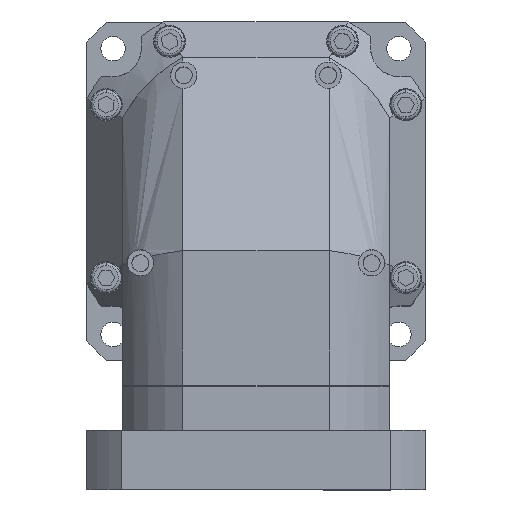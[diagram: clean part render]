
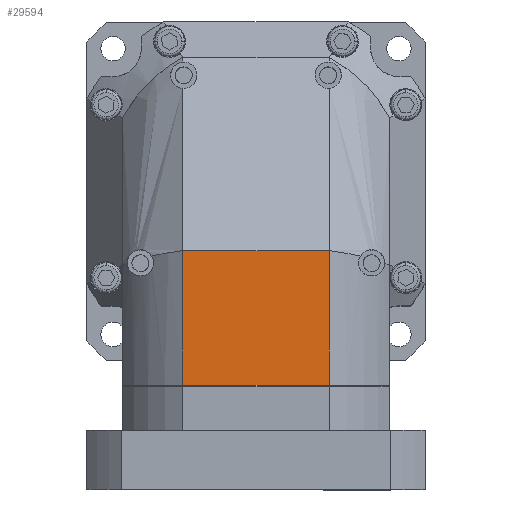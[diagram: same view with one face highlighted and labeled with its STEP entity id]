
A CAD part, top view. The second image highlights one B-rep face of the part: STEP entity #29594.
In plain terms, the highlighted face is planar.
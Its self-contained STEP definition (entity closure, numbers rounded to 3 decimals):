
#2483 = EDGE_CURVE ( 'NONE', #11684, #17383, #10145, .T. ) ;
#5244 = VECTOR ( 'NONE', #18104, 1000. ) ;
#8091 = CARTESIAN_POINT ( 'NONE',  ( 85.7, -86., 32.013 ) ) ;
#9128 = CARTESIAN_POINT ( 'NONE',  ( 85.7, -14.468, 32.013 ) ) ;
#9713 = ORIENTED_EDGE ( 'NONE', *, *, #19472, .F. ) ;
#10145 = LINE ( 'NONE', #30838, #31117 ) ;
#10351 = CARTESIAN_POINT ( 'NONE',  ( 85.7, -88.5, 109.987 ) ) ;
#10967 = FACE_OUTER_BOUND ( 'NONE', #30843, .T. ) ;
#11637 = AXIS2_PLACEMENT_3D ( 'NONE', #32202, #15849, #34934 ) ;
#11684 = VERTEX_POINT ( 'NONE', #9128 ) ;
#13108 = CARTESIAN_POINT ( 'NONE',  ( 85.7, -88.5, 32.013 ) ) ;
#13128 = DIRECTION ( 'NONE',  ( 0., 1., 0. ) ) ;
#15849 = DIRECTION ( 'NONE',  ( 1., 0., 0. ) ) ;
#15873 = DIRECTION ( 'NONE',  ( 0., -1., 0. ) ) ;
#17383 = VERTEX_POINT ( 'NONE', #25933 ) ;
#18104 = DIRECTION ( 'NONE',  ( 0., 0., 1. ) ) ;
#19472 = EDGE_CURVE ( 'NONE', #29811, #17383, #29370, .T. ) ;
#19621 = CARTESIAN_POINT ( 'NONE',  ( 85.7, -86., 109.987 ) ) ;
#21071 = VERTEX_POINT ( 'NONE', #8091 ) ;
#22327 = LINE ( 'NONE', #31734, #5244 ) ;
#22915 = VECTOR ( 'NONE', #13128, 1000. ) ;
#23340 = ORIENTED_EDGE ( 'NONE', *, *, #2483, .T. ) ;
#24335 = ORIENTED_EDGE ( 'NONE', *, *, #26803, .F. ) ;
#25933 = CARTESIAN_POINT ( 'NONE',  ( 85.7, -14.468, 109.987 ) ) ;
#26803 = EDGE_CURVE ( 'NONE', #11684, #21071, #27949, .T. ) ;
#27706 = EDGE_CURVE ( 'NONE', #21071, #29811, #22327, .T. ) ;
#27949 = LINE ( 'NONE', #13108, #35249 ) ;
#29370 = LINE ( 'NONE', #10351, #22915 ) ;
#29594 = ADVANCED_FACE ( 'NONE', ( #10967 ), #34823, .T. ) ;
#29811 = VERTEX_POINT ( 'NONE', #19621 ) ;
#30610 = DIRECTION ( 'NONE',  ( 0., 0., 1. ) ) ;
#30838 = CARTESIAN_POINT ( 'NONE',  ( 85.7, -14.468, 0. ) ) ;
#30843 = EDGE_LOOP ( 'NONE', ( #23340, #9713, #35142, #24335 ) ) ;
#31117 = VECTOR ( 'NONE', #30610, 1000. ) ;
#31734 = CARTESIAN_POINT ( 'NONE',  ( 85.7, -86., 71. ) ) ;
#32202 = CARTESIAN_POINT ( 'NONE',  ( 85.7, -88.5, 0. ) ) ;
#34823 = PLANE ( 'NONE',  #11637 ) ;
#34934 = DIRECTION ( 'NONE',  ( 0., 0., -1. ) ) ;
#35142 = ORIENTED_EDGE ( 'NONE', *, *, #27706, .F. ) ;
#35249 = VECTOR ( 'NONE', #15873, 1000. ) ;
